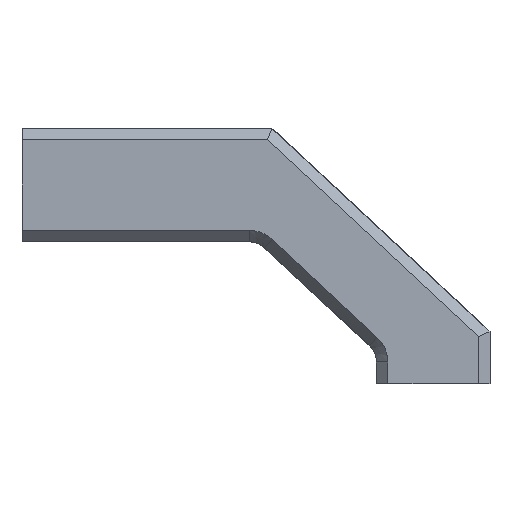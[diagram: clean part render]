
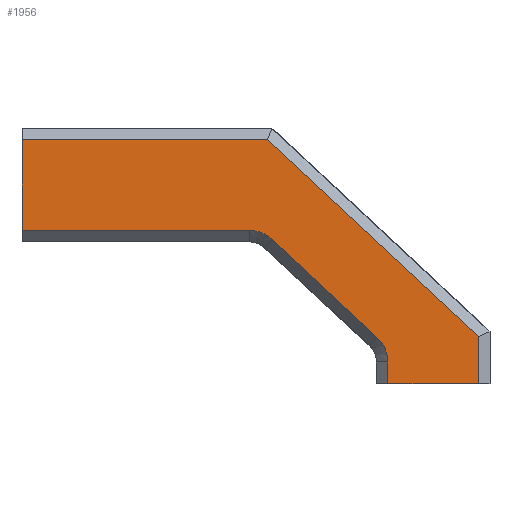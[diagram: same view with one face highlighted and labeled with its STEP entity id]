
A CAD part, front view. The second image highlights one B-rep face of the part: STEP entity #1956.
In plain terms, the highlighted planar face has unit normal (0, -1, 0).
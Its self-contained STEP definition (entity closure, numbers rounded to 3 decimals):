
#124=CIRCLE('',#2076,3.);
#126=CIRCLE('',#2080,3.);
#320=FACE_OUTER_BOUND('',#456,.T.);
#456=EDGE_LOOP('',(#1572,#1573,#1574,#1575,#1576,#1577,#1578,#1579,#1580,
#1581));
#574=LINE('',#3360,#716);
#584=LINE('',#3387,#726);
#587=LINE('',#3398,#729);
#590=LINE('',#3407,#732);
#608=LINE('',#3527,#750);
#611=LINE('',#3534,#753);
#613=LINE('',#3538,#755);
#615=LINE('',#3541,#757);
#716=VECTOR('',#2329,10.);
#726=VECTOR('',#2353,10.);
#729=VECTOR('',#2364,10.);
#732=VECTOR('',#2375,10.);
#750=VECTOR('',#2451,10.);
#753=VECTOR('',#2458,10.);
#755=VECTOR('',#2462,10.);
#757=VECTOR('',#2466,10.);
#891=VERTEX_POINT('',#3357);
#892=VERTEX_POINT('',#3359);
#899=VERTEX_POINT('',#3380);
#902=VERTEX_POINT('',#3385);
#904=VERTEX_POINT('',#3390);
#906=VERTEX_POINT('',#3396);
#908=VERTEX_POINT('',#3402);
#947=VERTEX_POINT('',#3526);
#949=VERTEX_POINT('',#3533);
#950=VERTEX_POINT('',#3537);
#1108=EDGE_CURVE('',#891,#892,#574,.T.);
#1122=EDGE_CURVE('',#902,#899,#584,.T.);
#1124=EDGE_CURVE('',#904,#902,#124,.T.);
#1127=EDGE_CURVE('',#906,#904,#587,.T.);
#1130=EDGE_CURVE('',#908,#906,#126,.T.);
#1132=EDGE_CURVE('',#892,#908,#590,.T.);
#1178=EDGE_CURVE('',#947,#899,#608,.T.);
#1182=EDGE_CURVE('',#949,#891,#611,.T.);
#1184=EDGE_CURVE('',#947,#950,#613,.T.);
#1186=EDGE_CURVE('',#950,#949,#615,.T.);
#1572=ORIENTED_EDGE('',*,*,#1132,.F.);
#1573=ORIENTED_EDGE('',*,*,#1108,.F.);
#1574=ORIENTED_EDGE('',*,*,#1182,.F.);
#1575=ORIENTED_EDGE('',*,*,#1186,.F.);
#1576=ORIENTED_EDGE('',*,*,#1184,.F.);
#1577=ORIENTED_EDGE('',*,*,#1178,.T.);
#1578=ORIENTED_EDGE('',*,*,#1122,.F.);
#1579=ORIENTED_EDGE('',*,*,#1124,.F.);
#1580=ORIENTED_EDGE('',*,*,#1127,.F.);
#1581=ORIENTED_EDGE('',*,*,#1130,.F.);
#1898=PLANE('',#2116);
#1956=ADVANCED_FACE('',(#320),#1898,.T.);
#2076=AXIS2_PLACEMENT_3D('',#3392,#2357,#2358);
#2080=AXIS2_PLACEMENT_3D('',#3404,#2369,#2370);
#2116=AXIS2_PLACEMENT_3D('',#3542,#2467,#2468);
#2329=DIRECTION('',(-1.,0.,0.));
#2353=DIRECTION('',(-1.,0.,0.));
#2357=DIRECTION('center_axis',(0.,-1.,0.));
#2358=DIRECTION('ref_axis',(0.682,0.,0.731));
#2364=DIRECTION('',(-0.731,0.,0.682));
#2369=DIRECTION('center_axis',(0.,-1.,0.));
#2370=DIRECTION('ref_axis',(1.,0.,0.));
#2375=DIRECTION('',(0.,0.,1.));
#2451=DIRECTION('',(0.,0.,-1.));
#2458=DIRECTION('',(0.,0.,-1.));
#2462=DIRECTION('',(1.,0.,0.));
#2466=DIRECTION('',(0.731,0.,-0.682));
#2467=DIRECTION('center_axis',(0.,-1.,0.));
#2468=DIRECTION('ref_axis',(-1.,0.,0.));
#3357=CARTESIAN_POINT('',(110.5,-31.,71.5));
#3359=CARTESIAN_POINT('',(102.5,-31.,71.5));
#3360=CARTESIAN_POINT('',(70.3,-31.,71.5));
#3380=CARTESIAN_POINT('',(70.3,-31.,85.));
#3385=CARTESIAN_POINT('',(90.3,-31.,85.));
#3387=CARTESIAN_POINT('',(90.9,-31.,85.));
#3390=CARTESIAN_POINT('',(92.346,-31.,84.194));
#3392=CARTESIAN_POINT('Origin',(90.3,-31.,82.));
#3396=CARTESIAN_POINT('',(101.546,-31.,75.615));
#3398=CARTESIAN_POINT('',(95.023,-31.,81.698));
#3402=CARTESIAN_POINT('',(102.5,-31.,73.421));
#3404=CARTESIAN_POINT('Origin',(99.5,-31.,73.421));
#3407=CARTESIAN_POINT('',(102.5,-31.,83.71));
#3526=CARTESIAN_POINT('',(70.3,-31.,93.));
#3527=CARTESIAN_POINT('',(70.3,-31.,94.));
#3533=CARTESIAN_POINT('',(110.5,-31.,75.661));
#3534=CARTESIAN_POINT('',(110.5,-31.,94.));
#3537=CARTESIAN_POINT('',(91.906,-31.,93.));
#3538=CARTESIAN_POINT('',(101.2,-31.,93.));
#3541=CARTESIAN_POINT('',(106.353,-31.,79.528));
#3542=CARTESIAN_POINT('Origin',(111.5,-31.,94.));
